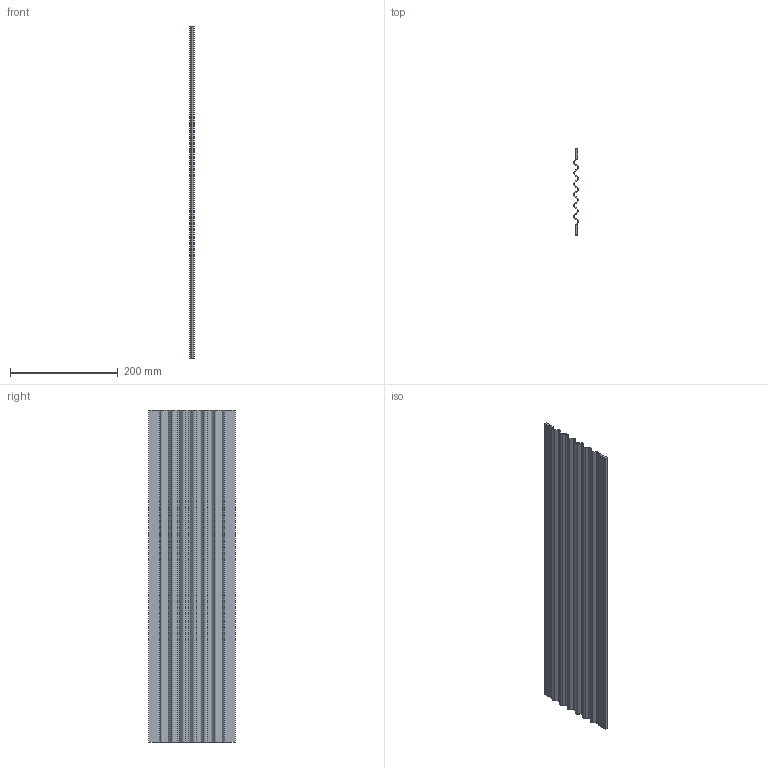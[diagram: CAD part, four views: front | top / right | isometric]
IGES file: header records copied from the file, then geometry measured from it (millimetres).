
Start section:  PTC IGES file: mice5b-014.igs
Global section: file name: mice5b-014.igs; native system: Pro/ENGINEER by Parametric Technology Corporation; preprocessor: 2004110; author: liuxiaokun; organization: Unknown; date: 080428.081003; units: millimetre
Bounding box: 8.07 x 160 x 615 mm (x, y, z)
Volume: 190319.3 mm3; surface area: 244298.6 mm2
Topology: 2 solids, 2 shells, 65 faces, 183 edges, 122 vertices
Faces by surface type: bspline 39, revolution 26
